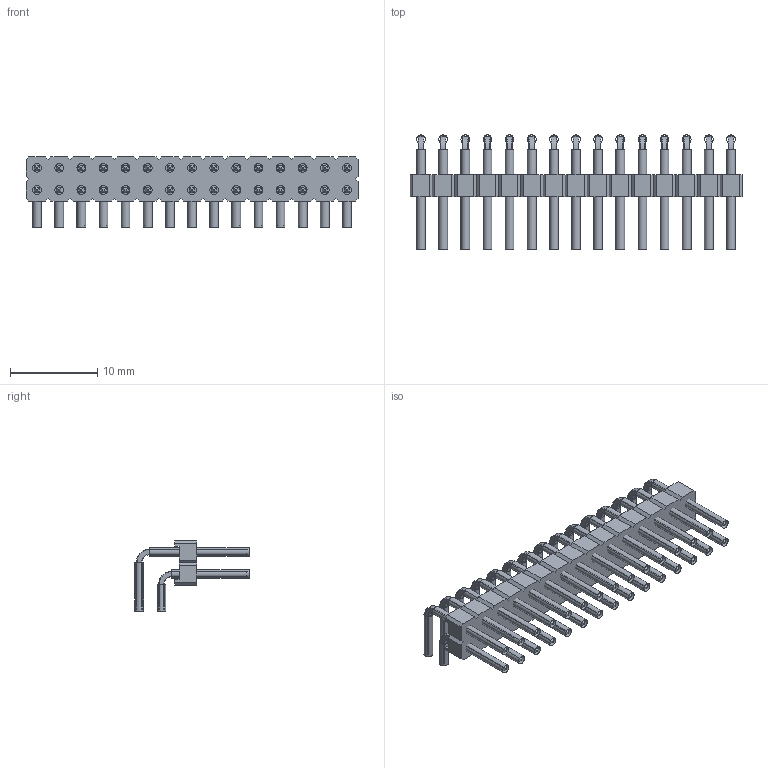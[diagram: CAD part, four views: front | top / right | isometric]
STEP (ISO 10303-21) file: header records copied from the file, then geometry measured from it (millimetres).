
FILE_DESCRIPTION(/* description */ ('-'),/* implementation_level */ '2;1');
FILE_NAME(/* name */ 'Stiftleiste, RM 2,54 mm - 6-3 mm, gewinkelt 90° stehend - 2 x 15 - schwarz',/* time_stamp */ '2022-04-29T18:30:38+02:00',/* author */ ('c.wilms'),/* organization */ ('-'),/* preprocessor_version */ 'ST-DEVELOPER v16.7',/* originating_system */ 'Solid Edge',/* authorisation */ 'Unknown');
FILE_SCHEMA (('AUTOMOTIVE_DESIGN {1 0 10303 214 3 1 1}'));
Length unit declared in the file: millimetre
Products named in the file (4): Stiftleiste, RM 2,54 mm - 6-3 mm, gewinkelt 90° stehend - 2 x 15 - sc
hwarz; Stiftleiste, RM 2,54 mm - Träger - 2 x 15 - schwarz; Stiftleiste, RM 2,54 mm - Stift, Reihe 1 -  6-3 mm, gewinkelt 90° ste
hend; Stiftleiste, RM 2,54 mm - Stift, Reihe 2 -  6-3 mm, gewinkelt 90° ste
hend
Assembly tree (31 placements, depth 2):
  Stiftleiste, RM 2,54 mm - 6-3 mm, gewinkelt 90° stehend - 2 x 15 - sc
hwarz
    Stiftleiste, RM 2,54 mm - Träger - 2 x 15 - schwarz
    Stiftleiste, RM 2,54 mm - Stift, Reihe 1 -  6-3 mm, gewinkelt 90° ste
hend  x15
    Stiftleiste, RM 2,54 mm - Stift, Reihe 2 -  6-3 mm, gewinkelt 90° ste
hend  x15
Bounding box: 38.1 x 13.1 x 8.08 mm (x, y, z)
Volume: 582.5 mm3; surface area: 3354 mm2
Topology: 31 solids, 91 shells, 1304 faces, 3486 edges, 2244 vertices
Faces by surface type: plane 704, cylinder 480, torus 120
Full cylindrical faces by diameter (mm): 1 x60
Entity records: 13957 total; most frequent: CARTESIAN_POINT 2414, DIRECTION 2378, ORIENTED_EDGE 2364, EDGE_CURVE 1186, LINE 874, VECTOR 874, VERTEX_POINT 788, AXIS2_PLACEMENT_3D 752
